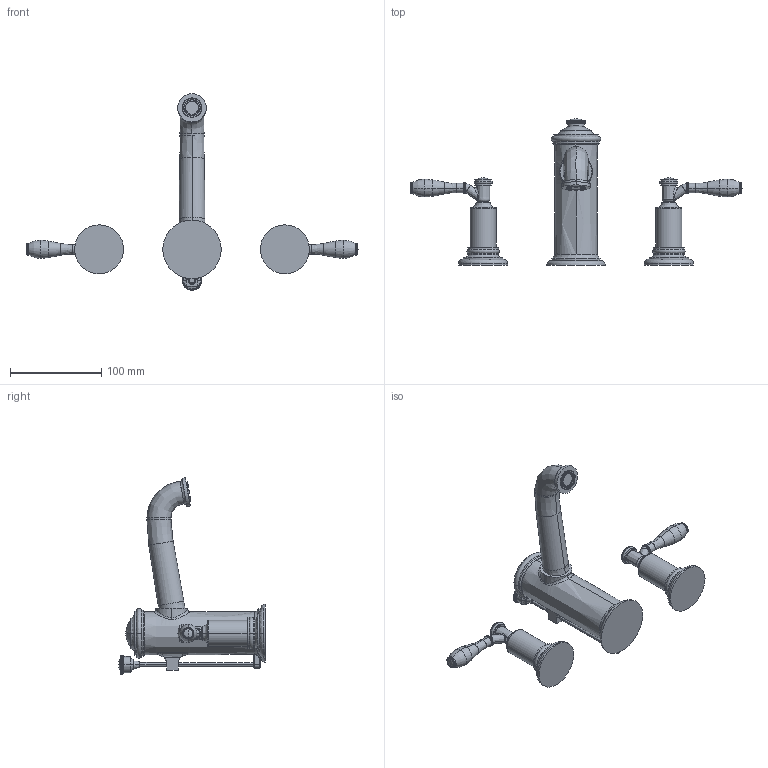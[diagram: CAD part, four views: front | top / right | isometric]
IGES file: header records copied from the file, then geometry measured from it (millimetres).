
Start section:  PTC IGES file: 2550.igs
Global section: file name: 2550.igs; native system: Creo Parametric by PTC Inc.; preprocessor: 2018400; author: jinson.thomas; organization: Unknown; date: 20201127.140949; units: inch
Bounding box: 363.22 x 160.22 x 214.92 mm (x, y, z)
Volume: 507268.6 mm3; surface area: 79243.3 mm2
Topology: 3 solids, 3 shells, 987 faces, 2251 edges, 1247 vertices
Faces by surface type: bspline 499, revolution 488
